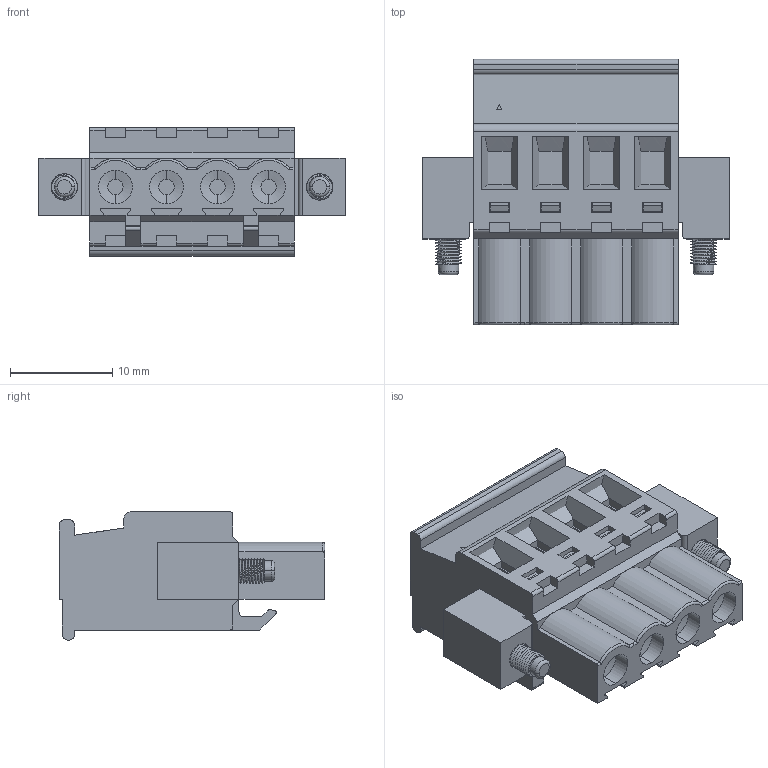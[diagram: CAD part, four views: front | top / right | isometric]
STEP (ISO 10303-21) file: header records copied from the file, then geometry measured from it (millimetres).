
FILE_DESCRIPTION (( 'STEP AP214' ), '1' );
FILE_NAME ('2EDGKBM-5.0-04P-14-00AH.STEP', '2021-03-08T21:30:56', ( '' ), ( '' ), 'SwSTEP 2.0', 'SolidWorks 2020', '' );
FILE_SCHEMA (( 'AUTOMOTIVE_DESIGN' ));
Length unit declared in the file: millimetre
Products named in the file (1): 2EDGKBM-5.0-04P-14-00AH
Bounding box: 30 x 26 x 12.6 mm (x, y, z)
Volume: 4274.2 mm3; surface area: 3878.1 mm2
Topology: 1 solids, 1 shells, 808 faces, 2087 edges, 1358 vertices
Faces by surface type: plane 506, bspline 129, cylinder 109, torus 44, cone 20
Entity records: 37416 total; most frequent: CARTESIAN_POINT 13595, ORIENTED_EDGE 4172, DIRECTION 3433, EDGE_CURVE 2086, LINE 1439, VECTOR 1439, VERTEX_POINT 1356, AXIS2_PLACEMENT_3D 997
